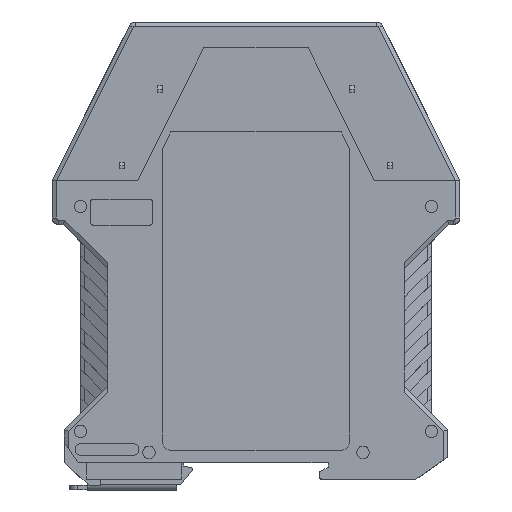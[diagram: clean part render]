
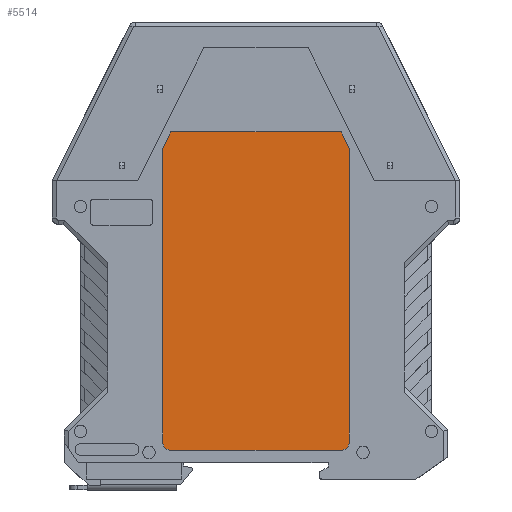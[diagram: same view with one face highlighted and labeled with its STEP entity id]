
A CAD part, top view. The second image highlights one B-rep face of the part: STEP entity #5514.
In plain terms, the highlighted planar face has unit normal (0, 0, 1).
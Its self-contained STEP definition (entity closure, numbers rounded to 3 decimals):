
#1373 = VECTOR ( 'NONE', #97458, 1000. ) ;
#4614 = VECTOR ( 'NONE', #35534, 1000. ) ;
#5514 = ADVANCED_FACE ( 'NONE', ( #92887 ), #85290, .T. ) ;
#6791 = CARTESIAN_POINT ( 'NONE',  ( 45.607, 122.04, 131.529 ) ) ;
#15653 = AXIS2_PLACEMENT_3D ( 'NONE', #46409, #105612, #54956 ) ;
#18751 = VERTEX_POINT ( 'NONE', #52487 ) ;
#21178 = VERTEX_POINT ( 'NONE', #75428 ) ;
#26975 = CARTESIAN_POINT ( 'NONE',  ( 43.607, 98.932, 131.529 ) ) ;
#27478 = VERTEX_POINT ( 'NONE', #84875 ) ;
#28039 = LINE ( 'NONE', #96304, #70522 ) ;
#28146 = VECTOR ( 'NONE', #74202, 1000. ) ;
#31729 = EDGE_CURVE ( 'NONE', #74494, #18751, #73279, .T. ) ;
#32137 = EDGE_CURVE ( 'NONE', #21178, #109622, #28039, .T. ) ;
#32693 = VERTEX_POINT ( 'NONE', #45067 ) ;
#33387 = DIRECTION ( 'NONE',  ( 0., 0., 1. ) ) ;
#34431 = ORIENTED_EDGE ( 'NONE', *, *, #87202, .T. ) ;
#34503 = CARTESIAN_POINT ( 'NONE',  ( 72.723, 117.695, 131.529 ) ) ;
#35534 = DIRECTION ( 'NONE',  ( 0., -1., 0. ) ) ;
#35653 = AXIS2_PLACEMENT_3D ( 'NONE', #34503, #43004, #102252 ) ;
#39674 = VERTEX_POINT ( 'NONE', #98081 ) ;
#43004 = DIRECTION ( 'NONE',  ( 0., 0., 1. ) ) ;
#45067 = CARTESIAN_POINT ( 'NONE',  ( 43.607, 118.04, 131.529 ) ) ;
#46409 = CARTESIAN_POINT ( 'NONE',  ( 45.607, 46.74, 131.529 ) ) ;
#46797 = CARTESIAN_POINT ( 'NONE',  ( 45.607, 122.04, 131.529 ) ) ;
#49634 = LINE ( 'NONE', #26975, #4614 ) ;
#52189 = CARTESIAN_POINT ( 'NONE',  ( 43.607, 118.04, 131.529 ) ) ;
#52487 = CARTESIAN_POINT ( 'NONE',  ( 88.907, 118.04, 131.529 ) ) ;
#53225 = VERTEX_POINT ( 'NONE', #46797 ) ;
#53339 = ORIENTED_EDGE ( 'NONE', *, *, #109535, .T. ) ;
#53653 = ORIENTED_EDGE ( 'NONE', *, *, #107775, .T. ) ;
#54093 = DIRECTION ( 'NONE',  ( 1., 0., 0. ) ) ;
#54956 = DIRECTION ( 'NONE',  ( 1., 0., 0. ) ) ;
#59854 = ORIENTED_EDGE ( 'NONE', *, *, #60649, .T. ) ;
#60649 = EDGE_CURVE ( 'NONE', #18751, #39674, #91481, .T. ) ;
#60798 = DIRECTION ( 'NONE',  ( -0.447, -0.894, 0. ) ) ;
#62764 = VECTOR ( 'NONE', #99759, 1000. ) ;
#64423 = EDGE_CURVE ( 'NONE', #39674, #53225, #87931, .T. ) ;
#65620 = CIRCLE ( 'NONE', #15653, 2. ) ;
#68903 = ORIENTED_EDGE ( 'NONE', *, *, #32137, .T. ) ;
#69137 = CIRCLE ( 'NONE', #99667, 2. ) ;
#70522 = VECTOR ( 'NONE', #54093, 1000. ) ;
#73279 = LINE ( 'NONE', #90853, #28146 ) ;
#74202 = DIRECTION ( 'NONE',  ( 0., 1., 0. ) ) ;
#74494 = VERTEX_POINT ( 'NONE', #85269 ) ;
#75428 = CARTESIAN_POINT ( 'NONE',  ( 45.607, 44.74, 131.529 ) ) ;
#78478 = CARTESIAN_POINT ( 'NONE',  ( 86.907, 44.74, 131.529 ) ) ;
#79483 = ORIENTED_EDGE ( 'NONE', *, *, #64423, .T. ) ;
#81757 = VECTOR ( 'NONE', #60798, 1000. ) ;
#84054 = EDGE_LOOP ( 'NONE', ( #79483, #53653, #53339, #86535, #68903, #34431, #99946, #59854 ) ) ;
#84156 = CARTESIAN_POINT ( 'NONE',  ( 86.907, 46.74, 131.529 ) ) ;
#84435 = LINE ( 'NONE', #52189, #81757 ) ;
#84875 = CARTESIAN_POINT ( 'NONE',  ( 43.607, 46.74, 131.529 ) ) ;
#85269 = CARTESIAN_POINT ( 'NONE',  ( 88.907, 46.74, 131.529 ) ) ;
#85290 = PLANE ( 'NONE',  #35653 ) ;
#86535 = ORIENTED_EDGE ( 'NONE', *, *, #102511, .T. ) ;
#87202 = EDGE_CURVE ( 'NONE', #109622, #74494, #69137, .T. ) ;
#87931 = LINE ( 'NONE', #6791, #62764 ) ;
#88992 = CARTESIAN_POINT ( 'NONE',  ( 86.907, 122.04, 131.529 ) ) ;
#90853 = CARTESIAN_POINT ( 'NONE',  ( 88.907, 118.04, 131.529 ) ) ;
#91481 = LINE ( 'NONE', #88992, #1373 ) ;
#92630 = DIRECTION ( 'NONE',  ( 1., 0., 0. ) ) ;
#92887 = FACE_OUTER_BOUND ( 'NONE', #84054, .T. ) ;
#96304 = CARTESIAN_POINT ( 'NONE',  ( 45.607, 44.74, 131.529 ) ) ;
#97458 = DIRECTION ( 'NONE',  ( -0.447, 0.894, 0. ) ) ;
#98081 = CARTESIAN_POINT ( 'NONE',  ( 86.907, 122.04, 131.529 ) ) ;
#99667 = AXIS2_PLACEMENT_3D ( 'NONE', #84156, #33387, #92630 ) ;
#99759 = DIRECTION ( 'NONE',  ( -1., 0., 0. ) ) ;
#99946 = ORIENTED_EDGE ( 'NONE', *, *, #31729, .T. ) ;
#102252 = DIRECTION ( 'NONE',  ( 1., 0., 0. ) ) ;
#102511 = EDGE_CURVE ( 'NONE', #27478, #21178, #65620, .T. ) ;
#105612 = DIRECTION ( 'NONE',  ( 0., 0., 1. ) ) ;
#107775 = EDGE_CURVE ( 'NONE', #53225, #32693, #84435, .T. ) ;
#109535 = EDGE_CURVE ( 'NONE', #32693, #27478, #49634, .T. ) ;
#109622 = VERTEX_POINT ( 'NONE', #78478 ) ;
